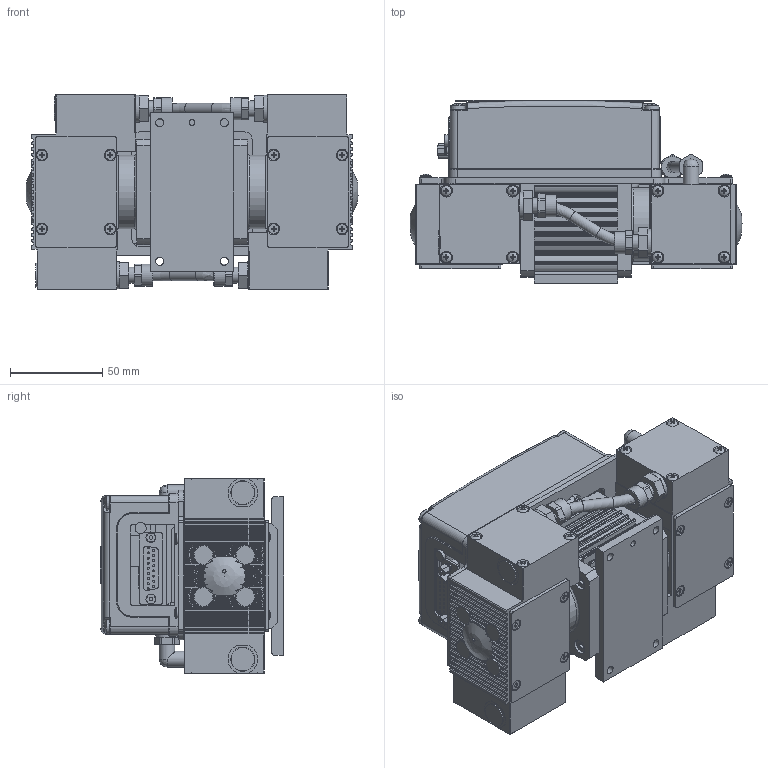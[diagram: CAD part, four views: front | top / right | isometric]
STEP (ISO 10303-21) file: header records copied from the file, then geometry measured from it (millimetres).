
FILE_DESCRIPTION((''),'2;1');
FILE_NAME('MVP 006-4 mit Deckel.stp','2006-11-27T14:57:14',('soehngen'),(''),'Autodesk Inventor 10','Autodesk Inventor 10','');
FILE_SCHEMA(('AUTOMOTIVE_DESIGN { 1 0 10303 214 1 1 1 1 }'));
Length unit declared in the file: millimetre
Products named in the file (6): 111405-21024-PUMPE-N8_SW0003; 111405-21024-PUMPE-N8_SW0003_1; 111405-21024-PUMPE-N8_SW0003_1A; 111405-21024-PUMPE-N8_SW0003_1B; 111405-21024-PUMPE-N8_SW0003_1C; 111405-21024-PUMPE-N8_SW0003_1F
Assembly tree (5 placements, depth 2):
  111405-21024-PUMPE-N8_SW0003
    111405-21024-PUMPE-N8_SW0003_1
    111405-21024-PUMPE-N8_SW0003_1A
    111405-21024-PUMPE-N8_SW0003_1B
    111405-21024-PUMPE-N8_SW0003_1C
    111405-21024-PUMPE-N8_SW0003_1F
Bounding box: 179.6 x 99 x 105.97 mm (x, y, z)
Volume: 512158.3 mm3; surface area: 221297.3 mm2
Topology: 5 solids, 5 shells, 4049 faces, 11207 edges, 6719 vertices
Faces by surface type: plane 2056, cylinder 1069, bspline 688, cone 134, torus 68, sphere 34
Full cylindrical faces by diameter (mm): 0.4 x12, 0.45 x24, 0.6 x8, 1 x15, 1.09 x25, 1.5 x5, 1.8 x2, 2 x3, 2.3 x8, 2.5 x8, 2.9 x14, 3 x2, 3.1 x2, 3.2 x10, 3.242 x1, 3.4 x14, 3.75 x3, 4 x8, 4.25 x3, 4.3 x2, 4.4 x4, 4.5 x4, 4.763 x4, 4.8 x4, 5 x4, 5.2 x2, 5.6 x6, 6 x6, 6.8 x8, 7.22 x6
Entity records: 147260 total; most frequent: CARTESIAN_POINT 53377, ORIENTED_EDGE 20004, DIRECTION 17767, EDGE_CURVE 10002, VERTEX_POINT 6542, AXIS2_PLACEMENT_3D 6108, VECTOR 5551, LINE 5551
